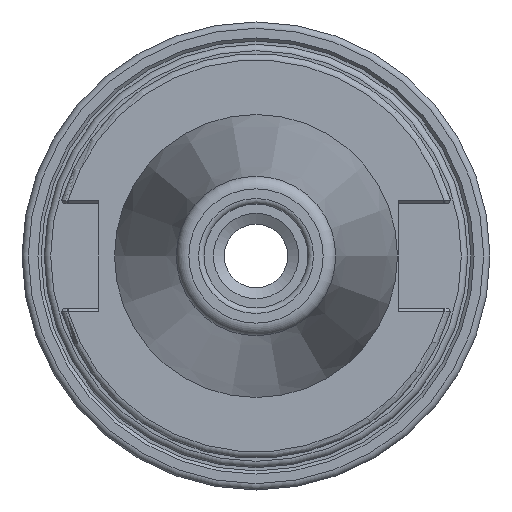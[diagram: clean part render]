
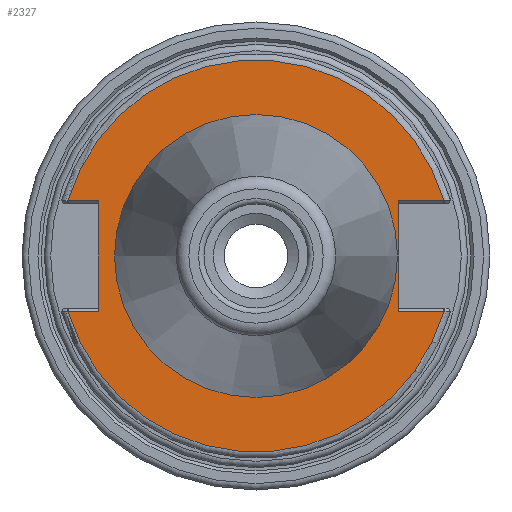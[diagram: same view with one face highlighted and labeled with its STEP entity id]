
A CAD part, left-side view. The second image highlights one B-rep face of the part: STEP entity #2327.
In plain terms, the highlighted planar face has unit normal (-1, 0, 0).
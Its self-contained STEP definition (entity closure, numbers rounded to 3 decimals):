
#37=FACE_BOUND('',#393,.T.);
#123=PLANE('',#2590);
#258=FACE_OUTER_BOUND('',#392,.T.);
#392=EDGE_LOOP('',(#1871,#1872,#1873,#1874,#1875,#1876,#1877,#1878));
#393=EDGE_LOOP('',(#1879,#1880));
#513=LINE('',#3873,#648);
#515=LINE('',#3941,#650);
#516=LINE('',#3943,#651);
#517=LINE('',#3947,#652);
#518=LINE('',#3949,#653);
#519=LINE('',#3950,#654);
#648=VECTOR('',#3079,10.);
#650=VECTOR('',#3097,10.);
#651=VECTOR('',#3098,10.);
#652=VECTOR('',#3101,10.);
#653=VECTOR('',#3102,10.);
#654=VECTOR('',#3103,10.);
#848=CIRCLE('',#2589,30.775);
#849=CIRCLE('',#2591,30.775);
#850=CIRCLE('',#2592,22.225);
#851=CIRCLE('',#2593,22.225);
#1023=VERTEX_POINT('',#3866);
#1026=VERTEX_POINT('',#3871);
#1032=VERTEX_POINT('',#3919);
#1034=VERTEX_POINT('',#3940);
#1035=VERTEX_POINT('',#3942);
#1036=VERTEX_POINT('',#3944);
#1037=VERTEX_POINT('',#3946);
#1038=VERTEX_POINT('',#3948);
#1039=VERTEX_POINT('',#3951);
#1040=VERTEX_POINT('',#3952);
#1323=EDGE_CURVE('',#1026,#1023,#513,.T.);
#1333=EDGE_CURVE('',#1023,#1032,#848,.T.);
#1336=EDGE_CURVE('',#1026,#1034,#515,.T.);
#1337=EDGE_CURVE('',#1035,#1034,#516,.T.);
#1338=EDGE_CURVE('',#1036,#1035,#849,.T.);
#1339=EDGE_CURVE('',#1037,#1036,#517,.T.);
#1340=EDGE_CURVE('',#1037,#1038,#518,.T.);
#1341=EDGE_CURVE('',#1032,#1038,#519,.T.);
#1342=EDGE_CURVE('',#1039,#1040,#850,.T.);
#1343=EDGE_CURVE('',#1040,#1039,#851,.T.);
#1871=ORIENTED_EDGE('',*,*,#1323,.F.);
#1872=ORIENTED_EDGE('',*,*,#1336,.T.);
#1873=ORIENTED_EDGE('',*,*,#1337,.F.);
#1874=ORIENTED_EDGE('',*,*,#1338,.F.);
#1875=ORIENTED_EDGE('',*,*,#1339,.F.);
#1876=ORIENTED_EDGE('',*,*,#1340,.T.);
#1877=ORIENTED_EDGE('',*,*,#1341,.F.);
#1878=ORIENTED_EDGE('',*,*,#1333,.F.);
#1879=ORIENTED_EDGE('',*,*,#1342,.T.);
#1880=ORIENTED_EDGE('',*,*,#1343,.T.);
#2327=ADVANCED_FACE('',(#258,#37),#123,.T.);
#2589=AXIS2_PLACEMENT_3D('',#3920,#3093,#3094);
#2590=AXIS2_PLACEMENT_3D('',#3939,#3095,#3096);
#2591=AXIS2_PLACEMENT_3D('',#3945,#3099,#3100);
#2592=AXIS2_PLACEMENT_3D('',#3953,#3104,#3105);
#2593=AXIS2_PLACEMENT_3D('',#3954,#3106,#3107);
#3079=DIRECTION('',(0.,-1.,0.));
#3093=DIRECTION('center_axis',(1.,0.,0.));
#3094=DIRECTION('ref_axis',(0.,0.,-1.));
#3095=DIRECTION('center_axis',(-1.,0.,0.));
#3096=DIRECTION('ref_axis',(0.,0.,1.));
#3097=DIRECTION('',(0.,0.,1.));
#3098=DIRECTION('',(0.,1.,0.));
#3099=DIRECTION('center_axis',(1.,0.,0.));
#3100=DIRECTION('ref_axis',(0.,0.,-1.));
#3101=DIRECTION('',(0.,1.,0.));
#3102=DIRECTION('',(0.,0.,-1.));
#3103=DIRECTION('',(0.,-1.,0.));
#3104=DIRECTION('center_axis',(1.,0.,0.));
#3105=DIRECTION('ref_axis',(0.,0.,-1.));
#3106=DIRECTION('center_axis',(1.,0.,0.));
#3107=DIRECTION('ref_axis',(0.,0.,-1.));
#3866=CARTESIAN_POINT('',(3.175,-29.523,-8.69));
#3871=CARTESIAN_POINT('',(3.175,-22.41,-8.69));
#3873=CARTESIAN_POINT('',(3.175,-4.878,-8.69));
#3919=CARTESIAN_POINT('',(3.175,29.523,-8.69));
#3920=CARTESIAN_POINT('Origin',(3.175,0.,
0.));
#3939=CARTESIAN_POINT('Origin',(3.175,30.775,0.));
#3940=CARTESIAN_POINT('',(3.175,-22.41,8.69));
#3941=CARTESIAN_POINT('',(3.175,-22.41,-4.095));
#3942=CARTESIAN_POINT('',(3.175,-29.523,8.69));
#3943=CARTESIAN_POINT('',(3.175,4.182,8.69));
#3944=CARTESIAN_POINT('',(3.175,29.523,8.69));
#3945=CARTESIAN_POINT('Origin',(3.175,0.,
0.));
#3946=CARTESIAN_POINT('',(3.175,24.8,8.69));
#3947=CARTESIAN_POINT('',(3.175,32.958,8.69));
#3948=CARTESIAN_POINT('',(3.175,24.8,-8.69));
#3949=CARTESIAN_POINT('',(3.175,24.8,4.095));
#3950=CARTESIAN_POINT('',(3.175,27.788,-8.69));
#3951=CARTESIAN_POINT('',(3.175,22.225,0.));
#3952=CARTESIAN_POINT('',(3.175,-22.225,0.));
#3953=CARTESIAN_POINT('Origin',(3.175,0.,
0.));
#3954=CARTESIAN_POINT('Origin',(3.175,0.,
0.));
